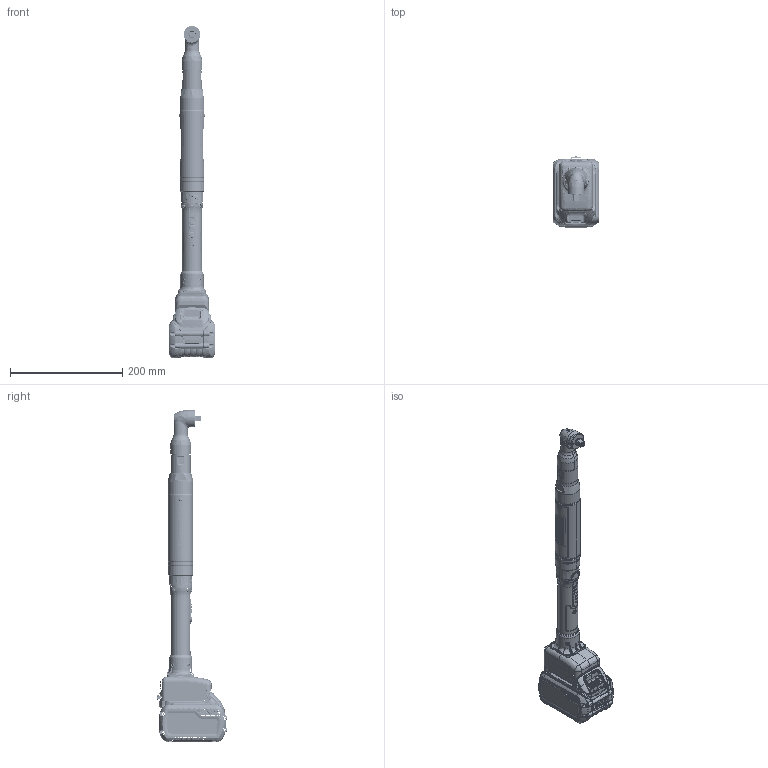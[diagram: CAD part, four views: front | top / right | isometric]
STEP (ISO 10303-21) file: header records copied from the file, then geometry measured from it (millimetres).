
FILE_DESCRIPTION((''),'2;1');
FILE_NAME('B33LA15-25','2018-08-08T',('TAS0721'),(''),'PRO/ENGINEER BY PARAMETRIC TECHNOLOGY CORPORATION, 2016360','PRO/ENGINEER BY PARAMETRIC TECHNOLOGY CORPORATION, 2016360','');
FILE_SCHEMA(('CONFIG_CONTROL_DESIGN'));
Length unit declared in the file: inch
Products named in the file (1): B33LA15-25
Bounding box: 82 x 126.5 x 591.81 mm (x, y, z)
Surface area: 260837.3 mm2 (no closed solid volume)
Topology: 0 solids, 710 shells, 3281 faces, 16921 edges, 14020 vertices
Faces by surface type: cylinder 1031, bspline 882, plane 817, cone 282, torus 157, extrusion 105, sphere 7
Entity records: 260538 total; most frequent: CARTESIAN_POINT 148583, ORIENTED_EDGE 21360, DIRECTION 17342, EDGE_CURVE 16911, VERTEX_POINT 14020, B_SPLINE_CURVE_WITH_KNOTS 7571, VECTOR 6346, LINE 6241
